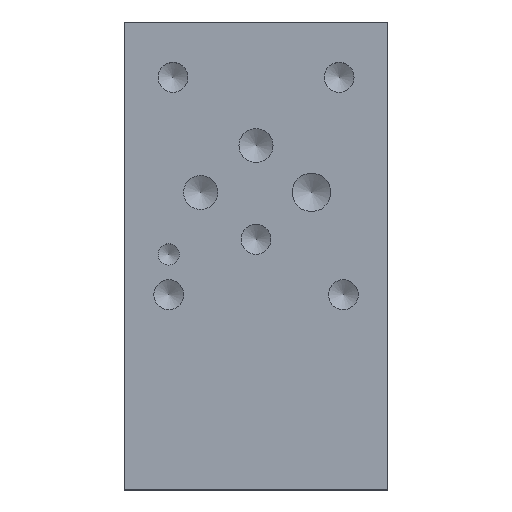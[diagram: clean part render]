
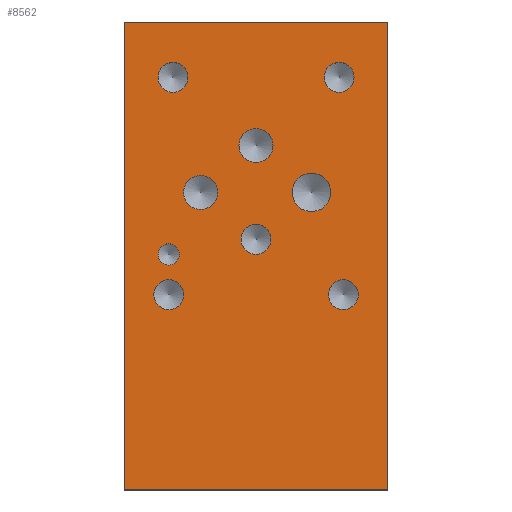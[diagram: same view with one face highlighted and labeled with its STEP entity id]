
A CAD part, top view. The second image highlights one B-rep face of the part: STEP entity #8562.
In plain terms, the highlighted planar face has unit normal (0, 0, 1).
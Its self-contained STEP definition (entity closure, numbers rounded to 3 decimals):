
#115=CIRCLE('',#8930,3.569);
#116=CIRCLE('',#8931,3.569);
#119=CIRCLE('',#8936,3.175);
#120=CIRCLE('',#8937,3.175);
#123=CIRCLE('',#8942,3.175);
#124=CIRCLE('',#8943,3.175);
#127=CIRCLE('',#8948,1.981);
#128=CIRCLE('',#8949,1.981);
#131=CIRCLE('',#8954,2.781);
#132=CIRCLE('',#8955,2.781);
#135=CIRCLE('',#8960,2.781);
#136=CIRCLE('',#8961,2.781);
#139=CIRCLE('',#8966,2.781);
#140=CIRCLE('',#8967,2.781);
#143=CIRCLE('',#8972,2.781);
#144=CIRCLE('',#8973,2.781);
#147=CIRCLE('',#8978,2.781);
#148=CIRCLE('',#8979,2.781);
#208=FACE_BOUND('',#1506,.T.);
#209=FACE_BOUND('',#1507,.T.);
#210=FACE_BOUND('',#1508,.T.);
#211=FACE_BOUND('',#1509,.T.);
#212=FACE_BOUND('',#1510,.T.);
#213=FACE_BOUND('',#1511,.T.);
#214=FACE_BOUND('',#1512,.T.);
#215=FACE_BOUND('',#1513,.T.);
#216=FACE_BOUND('',#1514,.T.);
#1040=FACE_OUTER_BOUND('',#1505,.T.);
#1505=EDGE_LOOP('',(#7480,#7481,#7482,#7483));
#1506=EDGE_LOOP('',(#7484,#7485));
#1507=EDGE_LOOP('',(#7486,#7487));
#1508=EDGE_LOOP('',(#7488,#7489));
#1509=EDGE_LOOP('',(#7490,#7491));
#1510=EDGE_LOOP('',(#7492,#7493));
#1511=EDGE_LOOP('',(#7494,#7495));
#1512=EDGE_LOOP('',(#7496,#7497));
#1513=EDGE_LOOP('',(#7498,#7499));
#1514=EDGE_LOOP('',(#7500,#7501));
#1906=LINE('',#13458,#2724);
#2336=LINE('',#14711,#3154);
#2339=LINE('',#14717,#3157);
#2342=LINE('',#14721,#3160);
#2724=VECTOR('',#9569,10.);
#3154=VECTOR('',#10607,10.);
#3157=VECTOR('',#10612,10.);
#3160=VECTOR('',#10617,10.);
#3577=VERTEX_POINT('',#13455);
#3578=VERTEX_POINT('',#13457);
#3926=VERTEX_POINT('',#14597);
#3927=VERTEX_POINT('',#14598);
#3931=VERTEX_POINT('',#14610);
#3932=VERTEX_POINT('',#14611);
#3936=VERTEX_POINT('',#14623);
#3937=VERTEX_POINT('',#14624);
#3941=VERTEX_POINT('',#14636);
#3942=VERTEX_POINT('',#14637);
#3946=VERTEX_POINT('',#14649);
#3947=VERTEX_POINT('',#14650);
#3951=VERTEX_POINT('',#14662);
#3952=VERTEX_POINT('',#14663);
#3956=VERTEX_POINT('',#14675);
#3957=VERTEX_POINT('',#14676);
#3961=VERTEX_POINT('',#14688);
#3962=VERTEX_POINT('',#14689);
#3966=VERTEX_POINT('',#14701);
#3967=VERTEX_POINT('',#14702);
#3969=VERTEX_POINT('',#14710);
#3971=VERTEX_POINT('',#14716);
#4595=EDGE_CURVE('',#3578,#3577,#1906,.T.);
#5097=EDGE_CURVE('',#3926,#3927,#115,.T.);
#5098=EDGE_CURVE('',#3927,#3926,#116,.T.);
#5103=EDGE_CURVE('',#3931,#3932,#119,.T.);
#5104=EDGE_CURVE('',#3932,#3931,#120,.T.);
#5109=EDGE_CURVE('',#3936,#3937,#123,.T.);
#5110=EDGE_CURVE('',#3937,#3936,#124,.T.);
#5115=EDGE_CURVE('',#3941,#3942,#127,.T.);
#5116=EDGE_CURVE('',#3942,#3941,#128,.T.);
#5121=EDGE_CURVE('',#3946,#3947,#131,.T.);
#5122=EDGE_CURVE('',#3947,#3946,#132,.T.);
#5127=EDGE_CURVE('',#3951,#3952,#135,.T.);
#5128=EDGE_CURVE('',#3952,#3951,#136,.T.);
#5133=EDGE_CURVE('',#3956,#3957,#139,.T.);
#5134=EDGE_CURVE('',#3957,#3956,#140,.T.);
#5139=EDGE_CURVE('',#3961,#3962,#143,.T.);
#5140=EDGE_CURVE('',#3962,#3961,#144,.T.);
#5145=EDGE_CURVE('',#3966,#3967,#147,.T.);
#5146=EDGE_CURVE('',#3967,#3966,#148,.T.);
#5149=EDGE_CURVE('',#3969,#3578,#2336,.T.);
#5152=EDGE_CURVE('',#3971,#3969,#2339,.T.);
#5155=EDGE_CURVE('',#3577,#3971,#2342,.T.);
#7480=ORIENTED_EDGE('',*,*,#5155,.T.);
#7481=ORIENTED_EDGE('',*,*,#5152,.T.);
#7482=ORIENTED_EDGE('',*,*,#5149,.T.);
#7483=ORIENTED_EDGE('',*,*,#4595,.T.);
#7484=ORIENTED_EDGE('',*,*,#5097,.T.);
#7485=ORIENTED_EDGE('',*,*,#5098,.T.);
#7486=ORIENTED_EDGE('',*,*,#5103,.T.);
#7487=ORIENTED_EDGE('',*,*,#5104,.T.);
#7488=ORIENTED_EDGE('',*,*,#5109,.T.);
#7489=ORIENTED_EDGE('',*,*,#5110,.T.);
#7490=ORIENTED_EDGE('',*,*,#5115,.T.);
#7491=ORIENTED_EDGE('',*,*,#5116,.T.);
#7492=ORIENTED_EDGE('',*,*,#5121,.T.);
#7493=ORIENTED_EDGE('',*,*,#5122,.T.);
#7494=ORIENTED_EDGE('',*,*,#5127,.T.);
#7495=ORIENTED_EDGE('',*,*,#5128,.T.);
#7496=ORIENTED_EDGE('',*,*,#5133,.T.);
#7497=ORIENTED_EDGE('',*,*,#5134,.T.);
#7498=ORIENTED_EDGE('',*,*,#5139,.T.);
#7499=ORIENTED_EDGE('',*,*,#5140,.T.);
#7500=ORIENTED_EDGE('',*,*,#5145,.T.);
#7501=ORIENTED_EDGE('',*,*,#5146,.T.);
#7772=PLANE('',#8984);
#8562=ADVANCED_FACE('',(#1040,#208,#209,#210,#211,#212,#213,#214,#215,#216),
#7772,.T.);
#8930=AXIS2_PLACEMENT_3D('',#14599,#10485,#10486);
#8931=AXIS2_PLACEMENT_3D('',#14600,#10487,#10488);
#8936=AXIS2_PLACEMENT_3D('',#14612,#10499,#10500);
#8937=AXIS2_PLACEMENT_3D('',#14613,#10501,#10502);
#8942=AXIS2_PLACEMENT_3D('',#14625,#10513,#10514);
#8943=AXIS2_PLACEMENT_3D('',#14626,#10515,#10516);
#8948=AXIS2_PLACEMENT_3D('',#14638,#10527,#10528);
#8949=AXIS2_PLACEMENT_3D('',#14639,#10529,#10530);
#8954=AXIS2_PLACEMENT_3D('',#14651,#10541,#10542);
#8955=AXIS2_PLACEMENT_3D('',#14652,#10543,#10544);
#8960=AXIS2_PLACEMENT_3D('',#14664,#10555,#10556);
#8961=AXIS2_PLACEMENT_3D('',#14665,#10557,#10558);
#8966=AXIS2_PLACEMENT_3D('',#14677,#10569,#10570);
#8967=AXIS2_PLACEMENT_3D('',#14678,#10571,#10572);
#8972=AXIS2_PLACEMENT_3D('',#14690,#10583,#10584);
#8973=AXIS2_PLACEMENT_3D('',#14691,#10585,#10586);
#8978=AXIS2_PLACEMENT_3D('',#14703,#10597,#10598);
#8979=AXIS2_PLACEMENT_3D('',#14704,#10599,#10600);
#8984=AXIS2_PLACEMENT_3D('',#14722,#10618,#10619);
#9569=DIRECTION('',(0.,-1.,0.));
#10485=DIRECTION('center_axis',(0.,0.,-1.));
#10486=DIRECTION('ref_axis',(1.,0.,0.));
#10487=DIRECTION('center_axis',(0.,0.,-1.));
#10488=DIRECTION('ref_axis',(1.,0.,0.));
#10499=DIRECTION('center_axis',(0.,0.,-1.));
#10500=DIRECTION('ref_axis',(1.,0.,0.));
#10501=DIRECTION('center_axis',(0.,0.,-1.));
#10502=DIRECTION('ref_axis',(1.,0.,0.));
#10513=DIRECTION('center_axis',(0.,0.,-1.));
#10514=DIRECTION('ref_axis',(1.,0.,0.));
#10515=DIRECTION('center_axis',(0.,0.,-1.));
#10516=DIRECTION('ref_axis',(1.,0.,0.));
#10527=DIRECTION('center_axis',(0.,0.,-1.));
#10528=DIRECTION('ref_axis',(1.,0.,0.));
#10529=DIRECTION('center_axis',(0.,0.,-1.));
#10530=DIRECTION('ref_axis',(1.,0.,0.));
#10541=DIRECTION('center_axis',(0.,0.,-1.));
#10542=DIRECTION('ref_axis',(1.,0.,0.));
#10543=DIRECTION('center_axis',(0.,0.,-1.));
#10544=DIRECTION('ref_axis',(1.,0.,0.));
#10555=DIRECTION('center_axis',(0.,0.,-1.));
#10556=DIRECTION('ref_axis',(1.,0.,0.));
#10557=DIRECTION('center_axis',(0.,0.,-1.));
#10558=DIRECTION('ref_axis',(1.,0.,0.));
#10569=DIRECTION('center_axis',(0.,0.,-1.));
#10570=DIRECTION('ref_axis',(1.,0.,0.));
#10571=DIRECTION('center_axis',(0.,0.,-1.));
#10572=DIRECTION('ref_axis',(1.,0.,0.));
#10583=DIRECTION('center_axis',(0.,0.,-1.));
#10584=DIRECTION('ref_axis',(1.,0.,0.));
#10585=DIRECTION('center_axis',(0.,0.,-1.));
#10586=DIRECTION('ref_axis',(1.,0.,0.));
#10597=DIRECTION('center_axis',(0.,0.,-1.));
#10598=DIRECTION('ref_axis',(1.,0.,0.));
#10599=DIRECTION('center_axis',(0.,0.,-1.));
#10600=DIRECTION('ref_axis',(1.,0.,0.));
#10607=DIRECTION('',(-1.,0.,0.));
#10612=DIRECTION('',(0.,1.,0.));
#10617=DIRECTION('',(1.,0.,0.));
#10618=DIRECTION('center_axis',(0.,0.,1.));
#10619=DIRECTION('ref_axis',(1.,0.,0.));
#13455=CARTESIAN_POINT('',(0.,0.,40.132));
#13457=CARTESIAN_POINT('',(0.,87.122,40.132));
#13458=CARTESIAN_POINT('',(0.,87.122,40.132));
#14597=CARTESIAN_POINT('',(38.418,55.372,40.132));
#14598=CARTESIAN_POINT('',(31.28,55.372,40.132));
#14599=CARTESIAN_POINT('Origin',(34.849,55.372,40.132));
#14600=CARTESIAN_POINT('Origin',(34.849,55.372,40.132));
#14610=CARTESIAN_POINT('',(17.374,55.372,40.132));
#14611=CARTESIAN_POINT('',(11.024,55.372,40.132));
#14612=CARTESIAN_POINT('Origin',(14.199,55.372,40.132));
#14613=CARTESIAN_POINT('Origin',(14.199,55.372,40.132));
#14623=CARTESIAN_POINT('',(27.686,64.11,40.132));
#14624=CARTESIAN_POINT('',(21.336,64.11,40.132));
#14625=CARTESIAN_POINT('Origin',(24.511,64.11,40.132));
#14626=CARTESIAN_POINT('Origin',(24.511,64.11,40.132));
#14636=CARTESIAN_POINT('',(10.236,43.815,40.132));
#14637=CARTESIAN_POINT('',(6.274,43.815,40.132));
#14638=CARTESIAN_POINT('Origin',(8.255,43.815,40.132));
#14639=CARTESIAN_POINT('Origin',(8.255,43.815,40.132));
#14649=CARTESIAN_POINT('',(11.036,36.322,40.132));
#14650=CARTESIAN_POINT('',(5.474,36.322,40.132));
#14651=CARTESIAN_POINT('Origin',(8.255,36.322,40.132));
#14652=CARTESIAN_POINT('Origin',(8.255,36.322,40.132));
#14662=CARTESIAN_POINT('',(42.786,76.81,40.132));
#14663=CARTESIAN_POINT('',(37.224,76.81,40.132));
#14664=CARTESIAN_POINT('Origin',(40.005,76.81,40.132));
#14665=CARTESIAN_POINT('Origin',(40.005,76.81,40.132));
#14675=CARTESIAN_POINT('',(11.824,76.81,40.132));
#14676=CARTESIAN_POINT('',(6.261,76.81,40.132));
#14677=CARTESIAN_POINT('Origin',(9.042,76.81,40.132));
#14678=CARTESIAN_POINT('Origin',(9.042,76.81,40.132));
#14688=CARTESIAN_POINT('',(43.574,36.322,40.132));
#14689=CARTESIAN_POINT('',(38.011,36.322,40.132));
#14690=CARTESIAN_POINT('Origin',(40.792,36.322,40.132));
#14691=CARTESIAN_POINT('Origin',(40.792,36.322,40.132));
#14701=CARTESIAN_POINT('',(27.292,46.634,40.132));
#14702=CARTESIAN_POINT('',(21.73,46.634,40.132));
#14703=CARTESIAN_POINT('Origin',(24.511,46.634,40.132));
#14704=CARTESIAN_POINT('Origin',(24.511,46.634,40.132));
#14710=CARTESIAN_POINT('',(49.022,87.122,40.132));
#14711=CARTESIAN_POINT('',(49.022,87.122,40.132));
#14716=CARTESIAN_POINT('',(49.022,0.,40.132));
#14717=CARTESIAN_POINT('',(49.022,0.,40.132));
#14721=CARTESIAN_POINT('',(0.,0.,40.132));
#14722=CARTESIAN_POINT('Origin',(24.511,43.561,40.132));
